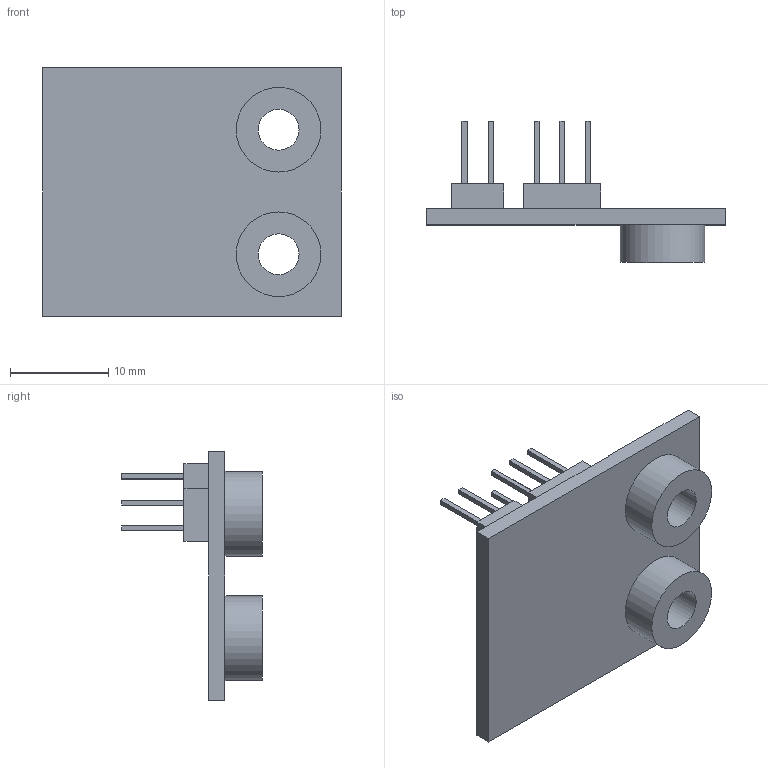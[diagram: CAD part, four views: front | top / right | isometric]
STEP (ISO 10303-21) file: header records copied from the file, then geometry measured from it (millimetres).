
FILE_DESCRIPTION(/* description */ (''),/* implementation_level */ '2;1');
FILE_NAME(/* name */ 'Analog Accelerometer (V1.0).ipt.step',/* time_stamp */ '2020-04-16T23:16:04-04:00',/* author */ ('Jordan'),/* organization */ (''),/* preprocessor_version */ 'ST-DEVELOPER v17',/* originating_system */ 'Autodesk Inventor 2019',/* authorisation */ '');
FILE_SCHEMA (('AUTOMOTIVE_DESIGN { 1 0 10303 214 3 1 1 }'));
Length unit declared in the file: inch
Products named in the file (1): Analog Accelerometer (V1.0)
Bounding box: 30.48 x 14.35 x 25.4 mm (x, y, z)
Volume: 1792.5 mm3; surface area: 2293.2 mm2
Topology: 1 solids, 1 shells, 79 faces, 194 edges, 132 vertices
Faces by surface type: plane 75, cylinder 4
Full cylindrical faces by diameter (mm): 4.166 x2, 8.636 x2
Entity records: 2463 total; most frequent: CARTESIAN_POINT 406, ORIENTED_EDGE 388, DIRECTION 370, EDGE_CURVE 194, LINE 178, VECTOR 178, VERTEX_POINT 132, EDGE_LOOP 98
